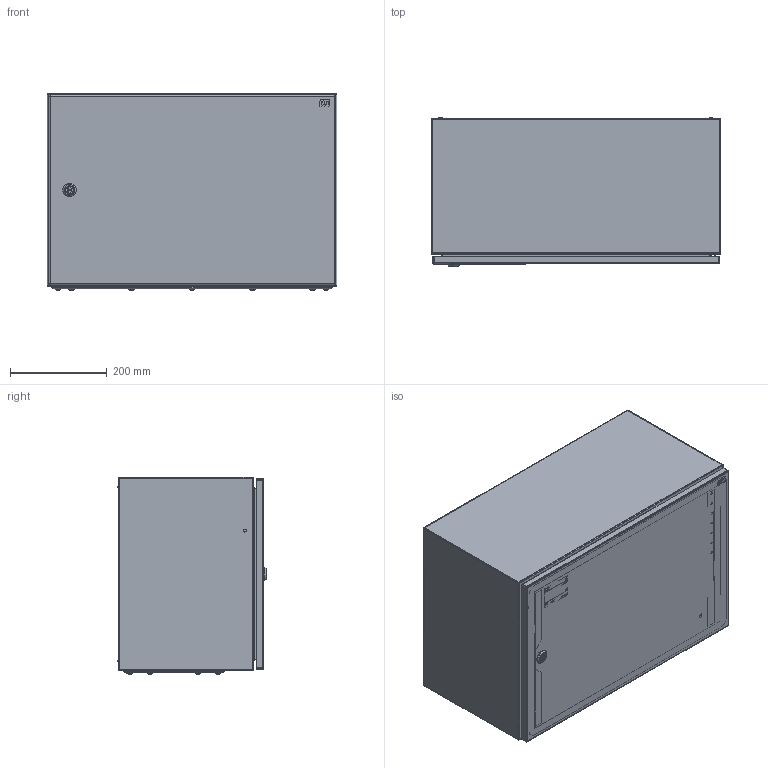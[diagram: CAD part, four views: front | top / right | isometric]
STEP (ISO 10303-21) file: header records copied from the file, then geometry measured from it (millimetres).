
FILE_DESCRIPTION((''),'2;1');
FILE_NAME('GT_40_60_30_ASM','2021-11-04T',('marketing.praksa'),('Audax d.o.o.'),'CREO PARAMETRIC BY PTC INC, 2017480','CREO PARAMETRIC BY PTC INC, 2017480','');
FILE_SCHEMA(('AUTOMOTIVE_DESIGN { 1 0 10303 214 1 1 1 1 }'));
Products named in the file (43): DRZWI_1_1; DRZWI_2_1; ZAWIAS_3_ST47_002_ELEMENT-40279; ZAWIAS_3_ST47_002_ELEMENT-40280; DRZWI_3_1; DRZWI_4_1; DRZWI_5_1; 1_EB_1000-U6_H__KORPUS_1; 1_EB_1000-U6_H__WK_ADKA_1; 1_EB_1000-U6_H__SRUBA_1; DRZWI_6_1; 1_EB_1000-U6_H__NAKR_TKA_1; DRZWI_7_1; ANSI_B27_7M_3CMI-4-40290_1; DRZWI_8_1; DRZWI_9_1; ANSI_B27_7M_3CMI-4-40293_1; DRZWI_10_1; ETI_LOGO_1_1_1_1_1; ETI_LOGO_2_1_1_1_1; ETI_LOGO_3_1_1_1_1; KOR_GT_40-60-30_1; PRZEPUST_1; ZAWIAS_1; TULEJA_1; PLYTA_1; NAKRETKA_M8_1; ZASLEPKA_10_7_1; SCREWS_40-60-30_1_1; SCREWS_40-60-30_1_2; SCREWS_40-60-30_1_3; SCREWS_40-60-30_1_4; SCREWS_40-60-30_1_5; SCREWS_40-60-30_1_6; SCREWS_40-60-30_1_7; SCREWS_40-60-30_1_8; SCREWS_40-60-30_1_9; SCREWS_40-60-30_1_10; SCREWS_40-60-30_1_11; SCREWS_40-60-30_1_12 ...
Assembly tree (52 placements, depth 2):
  GT_40_60_30_ASM
    DRZWI_1_1
    DRZWI_2_1
    ZAWIAS_3_ST47_002_ELEMENT-40279
    ZAWIAS_3_ST47_002_ELEMENT-40280
    DRZWI_3_1
    DRZWI_4_1
    DRZWI_5_1
    1_EB_1000-U6_H__KORPUS_1
    1_EB_1000-U6_H__WK_ADKA_1
    1_EB_1000-U6_H__SRUBA_1
    DRZWI_6_1
    1_EB_1000-U6_H__NAKR_TKA_1
    DRZWI_7_1
    ANSI_B27_7M_3CMI-4-40290_1
    DRZWI_8_1
    DRZWI_9_1
    ANSI_B27_7M_3CMI-4-40293_1
    DRZWI_10_1
    ETI_LOGO_1_1_1_1_1
    ETI_LOGO_2_1_1_1_1
    ETI_LOGO_3_1_1_1_1
    KOR_GT_40-60-30_1
    PRZEPUST_1
    ZAWIAS_1  x2
    TULEJA_1  x4
    PLYTA_1
    NAKRETKA_M8_1  x4
    ZASLEPKA_10_7_1  x4
    SCREWS_40-60-30_1_1
    SCREWS_40-60-30_1_2
    SCREWS_40-60-30_1_3
    SCREWS_40-60-30_1_4
    SCREWS_40-60-30_1_5
    SCREWS_40-60-30_1_6
    SCREWS_40-60-30_1_7
    SCREWS_40-60-30_1_8
    SCREWS_40-60-30_1_9
    SCREWS_40-60-30_1_10
    SCREWS_40-60-30_1_11
    SCREWS_40-60-30_1_12
    SCREWS_40-60-30_1_13
    SCREWS_40-60-30_1_14
Bounding box: 600 x 306.93 x 408.21 mm (x, y, z)
Volume: 2224255.1 mm3; surface area: 2915375.8 mm2
Topology: 52 solids, 52 shells, 2761 faces, 7574 edges, 5037 vertices
Faces by surface type: plane 1220, cylinder 986, torus 164, extrusion 136, cone 132, bspline 65, sphere 58
Entity records: 101057 total; most frequent: CARTESIAN_POINT 19044, DIRECTION 12048, ORIENTED_EDGE 11632, PRESENTATION_STYLE_ASSIGNMENT 6625, STYLED_ITEM 6365, CURVE_STYLE 5816, EDGE_CURVE 5816, AXIS2_PLACEMENT_3D 4488
